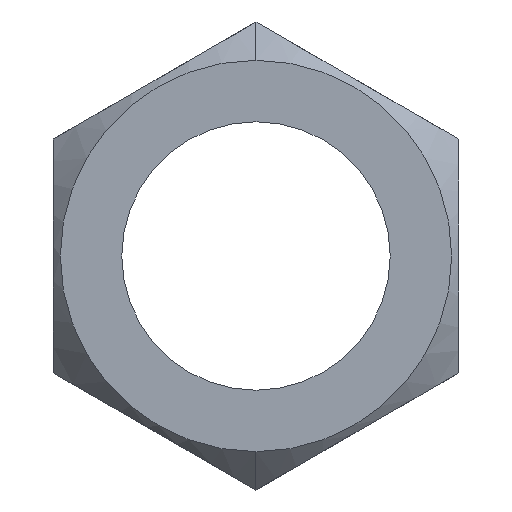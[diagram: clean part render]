
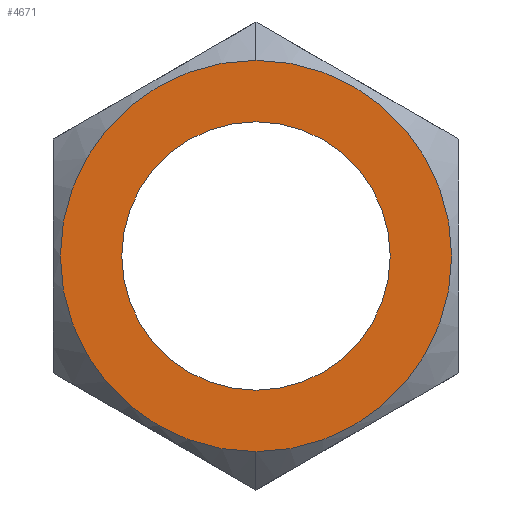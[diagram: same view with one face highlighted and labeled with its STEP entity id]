
A CAD part, left-side view. The second image highlights one B-rep face of the part: STEP entity #4671.
In plain terms, the highlighted planar face has unit normal (-1, 0, 0).
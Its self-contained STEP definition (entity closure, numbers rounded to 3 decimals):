
#158 = DIRECTION ( 'NONE',  ( 0., 0., -1. ) ) ;
#183 = ORIENTED_EDGE ( 'NONE', *, *, #966, .T. ) ;
#211 = CARTESIAN_POINT ( 'NONE',  ( -14.25, 0., 0. ) ) ;
#486 = CARTESIAN_POINT ( 'NONE',  ( -14.25, 0., 35.724 ) ) ;
#635 = CARTESIAN_POINT ( 'NONE',  ( -14.25, 0., 0. ) ) ;
#661 = CIRCLE ( 'NONE', #2913, 35.724 ) ;
#738 = CIRCLE ( 'NONE', #4991, 24.5 ) ;
#751 = EDGE_CURVE ( 'NONE', #4445, #3130, #3653, .T. ) ;
#966 = EDGE_CURVE ( 'NONE', #4579, #1511, #661, .T. ) ;
#1007 = FACE_OUTER_BOUND ( 'NONE', #4232, .T. ) ;
#1172 = ORIENTED_EDGE ( 'NONE', *, *, #1238, .T. ) ;
#1238 = EDGE_CURVE ( 'NONE', #1511, #4579, #5063, .T. ) ;
#1268 = DIRECTION ( 'NONE',  ( 0., 0., -1. ) ) ;
#1348 = CARTESIAN_POINT ( 'NONE',  ( -14.25, 0., -35.724 ) ) ;
#1511 = VERTEX_POINT ( 'NONE', #486 ) ;
#1679 = CARTESIAN_POINT ( 'NONE',  ( -14.25, 0., -24.5 ) ) ;
#1697 = AXIS2_PLACEMENT_3D ( 'NONE', #3797, #4895, #2949 ) ;
#1927 = ORIENTED_EDGE ( 'NONE', *, *, #2291, .T. ) ;
#2041 = CARTESIAN_POINT ( 'NONE',  ( -14.25, 0., 0. ) ) ;
#2069 = DIRECTION ( 'NONE',  ( -1., 0., 0. ) ) ;
#2291 = EDGE_CURVE ( 'NONE', #3130, #4445, #738, .T. ) ;
#2315 = DIRECTION ( 'NONE',  ( 1., 0., 0. ) ) ;
#2544 = PLANE ( 'NONE',  #4070 ) ;
#2784 = DIRECTION ( 'NONE',  ( 1., 0., 0. ) ) ;
#2913 = AXIS2_PLACEMENT_3D ( 'NONE', #2041, #2069, #3120 ) ;
#2949 = DIRECTION ( 'NONE',  ( 0., 0., 1. ) ) ;
#3106 = ORIENTED_EDGE ( 'NONE', *, *, #751, .T. ) ;
#3120 = DIRECTION ( 'NONE',  ( 0., 0., 1. ) ) ;
#3130 = VERTEX_POINT ( 'NONE', #3561 ) ;
#3144 = AXIS2_PLACEMENT_3D ( 'NONE', #211, #3641, #158 ) ;
#3315 = EDGE_LOOP ( 'NONE', ( #1927, #3106 ) ) ;
#3561 = CARTESIAN_POINT ( 'NONE',  ( -14.25, 0., 24.5 ) ) ;
#3641 = DIRECTION ( 'NONE',  ( 1., 0., 0. ) ) ;
#3653 = CIRCLE ( 'NONE', #3144, 24.5 ) ;
#3797 = CARTESIAN_POINT ( 'NONE',  ( -14.25, 0., 0. ) ) ;
#3870 = DIRECTION ( 'NONE',  ( 0., 0., -1. ) ) ;
#4070 = AXIS2_PLACEMENT_3D ( 'NONE', #635, #2784, #1268 ) ;
#4232 = EDGE_LOOP ( 'NONE', ( #183, #1172 ) ) ;
#4263 = CARTESIAN_POINT ( 'NONE',  ( -14.25, 0., 0. ) ) ;
#4445 = VERTEX_POINT ( 'NONE', #1679 ) ;
#4505 = FACE_BOUND ( 'NONE', #3315, .T. ) ;
#4579 = VERTEX_POINT ( 'NONE', #1348 ) ;
#4671 = ADVANCED_FACE ( 'NONE', ( #4505, #1007 ), #2544, .F. ) ;
#4895 = DIRECTION ( 'NONE',  ( -1., 0., 0. ) ) ;
#4991 = AXIS2_PLACEMENT_3D ( 'NONE', #4263, #2315, #3870 ) ;
#5063 = CIRCLE ( 'NONE', #1697, 35.724 ) ;
